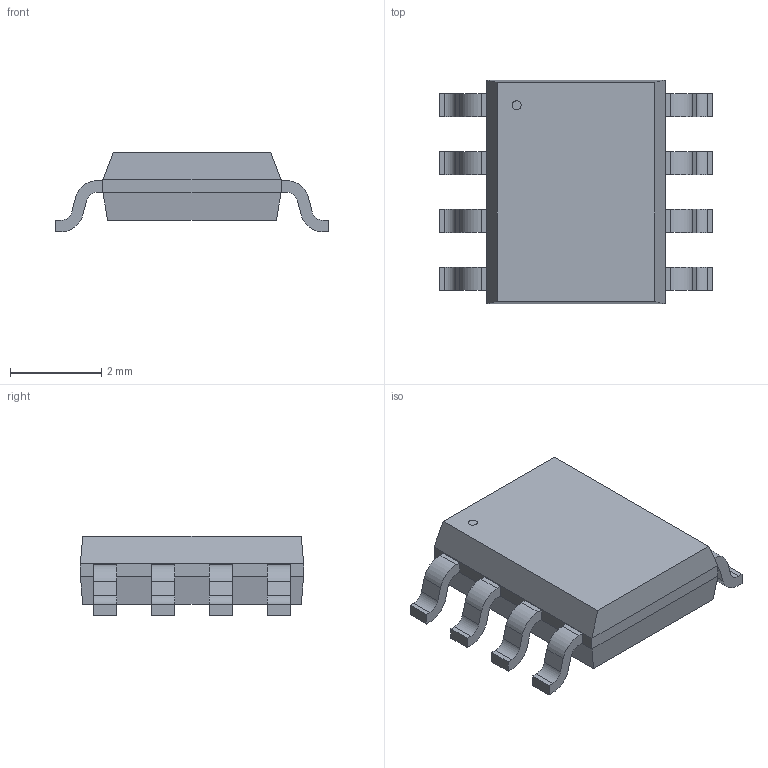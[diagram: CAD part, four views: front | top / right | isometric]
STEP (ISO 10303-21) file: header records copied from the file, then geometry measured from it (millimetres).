
FILE_DESCRIPTION(/* description */ (''),/* implementation_level */ '2;1');
FILE_NAME(/* name */ '8-SOIC.step',/* time_stamp */ '2021-08-12T04:28:39+08:00',/* author */ (''),/* organization */ (''),/* preprocessor_version */ 'ST-DEVELOPER v18.1',/* originating_system */ 'Autodesk Translation Framework v10.9.0.1377',/* authorisation */ '');
FILE_SCHEMA (('AUTOMOTIVE_DESIGN { 1 0 10303 214 3 1 1 }'));
Length unit declared in the file: millimetre
Products named in the file (1): (Unsaved)
Bounding box: 5.99 x 4.9 x 1.75 mm (x, y, z)
Volume: 29.1 mm3; surface area: 81.7 mm2
Topology: 10 solids, 10 shells, 129 faces, 319 edges, 210 vertices
Faces by surface type: plane 96, cylinder 33
Full cylindrical faces by diameter (mm): 0.196 x1
Entity records: 3847 total; most frequent: CARTESIAN_POINT 659, DIRECTION 645, ORIENTED_EDGE 638, EDGE_CURVE 319, LINE 253, VECTOR 253, VERTEX_POINT 210, AXIS2_PLACEMENT_3D 196
